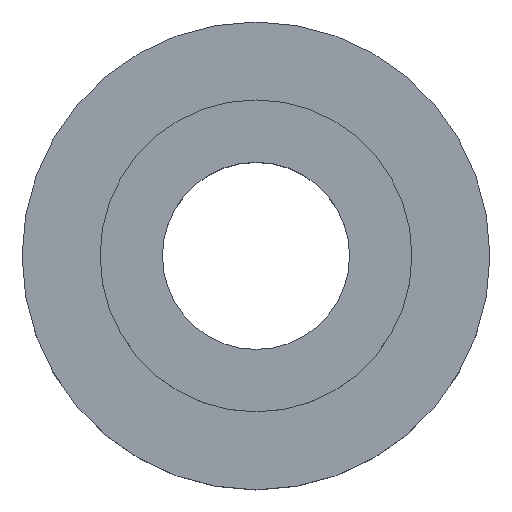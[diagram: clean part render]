
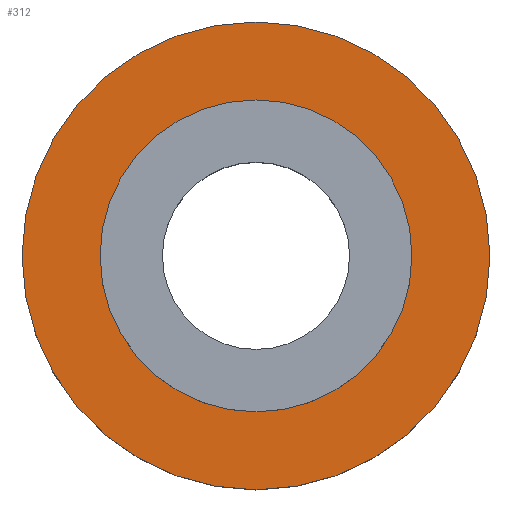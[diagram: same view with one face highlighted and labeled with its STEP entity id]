
A CAD part, top view. The second image highlights one B-rep face of the part: STEP entity #312.
In plain terms, the highlighted planar face has unit normal (0, 0, 1).
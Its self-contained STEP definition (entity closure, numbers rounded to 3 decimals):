
#3 = EDGE_CURVE ( 'NONE', #263, #45, #118, .T. ) ;
#24 = CARTESIAN_POINT ( 'NONE',  ( 0., 0., 1.5 ) ) ;
#33 = CARTESIAN_POINT ( 'NONE',  ( 0., 0., 1.5 ) ) ;
#34 = AXIS2_PLACEMENT_3D ( 'NONE', #111, #236, #212 ) ;
#43 = FACE_BOUND ( 'NONE', #280, .T. ) ;
#45 = VERTEX_POINT ( 'NONE', #162 ) ;
#53 = ORIENTED_EDGE ( 'NONE', *, *, #241, .T. ) ;
#54 = DIRECTION ( 'NONE',  ( 1., 0., 0. ) ) ;
#64 = CARTESIAN_POINT ( 'NONE',  ( -2.5, 0., 1.5 ) ) ;
#68 = DIRECTION ( 'NONE',  ( 0., 0., 1. ) ) ;
#71 = CARTESIAN_POINT ( 'NONE',  ( 0., 0., 1.5 ) ) ;
#72 = AXIS2_PLACEMENT_3D ( 'NONE', #71, #68, #96 ) ;
#74 = EDGE_LOOP ( 'NONE', ( #53, #173 ) ) ;
#77 = CARTESIAN_POINT ( 'NONE',  ( 0., 0., 1.5 ) ) ;
#80 = CARTESIAN_POINT ( 'NONE',  ( 3.75, 0., 1.5 ) ) ;
#96 = DIRECTION ( 'NONE',  ( 1., 0., 0. ) ) ;
#111 = CARTESIAN_POINT ( 'NONE',  ( 0., 0., 1.5 ) ) ;
#118 = CIRCLE ( 'NONE', #166, 3.75 ) ;
#124 = ORIENTED_EDGE ( 'NONE', *, *, #198, .F. ) ;
#133 = AXIS2_PLACEMENT_3D ( 'NONE', #33, #248, #324 ) ;
#137 = EDGE_CURVE ( 'NONE', #197, #277, #288, .T. ) ;
#141 = PLANE ( 'NONE',  #72 ) ;
#147 = DIRECTION ( 'NONE',  ( 1., 0., 0. ) ) ;
#162 = CARTESIAN_POINT ( 'NONE',  ( -3.75, 0., 1.5 ) ) ;
#166 = AXIS2_PLACEMENT_3D ( 'NONE', #24, #175, #147 ) ;
#173 = ORIENTED_EDGE ( 'NONE', *, *, #3, .T. ) ;
#175 = DIRECTION ( 'NONE',  ( 0., 0., 1. ) ) ;
#177 = CIRCLE ( 'NONE', #260, 2.5 ) ;
#186 = DIRECTION ( 'NONE',  ( 0., 0., 1. ) ) ;
#197 = VERTEX_POINT ( 'NONE', #262 ) ;
#198 = EDGE_CURVE ( 'NONE', #277, #197, #177, .T. ) ;
#212 = DIRECTION ( 'NONE',  ( 1., 0., 0. ) ) ;
#236 = DIRECTION ( 'NONE',  ( 0., 0., 1. ) ) ;
#241 = EDGE_CURVE ( 'NONE', #45, #263, #271, .T. ) ;
#248 = DIRECTION ( 'NONE',  ( 0., 0., 1. ) ) ;
#260 = AXIS2_PLACEMENT_3D ( 'NONE', #77, #186, #54 ) ;
#262 = CARTESIAN_POINT ( 'NONE',  ( 2.5, 0., 1.5 ) ) ;
#263 = VERTEX_POINT ( 'NONE', #80 ) ;
#271 = CIRCLE ( 'NONE', #34, 3.75 ) ;
#277 = VERTEX_POINT ( 'NONE', #64 ) ;
#280 = EDGE_LOOP ( 'NONE', ( #124, #289 ) ) ;
#288 = CIRCLE ( 'NONE', #133, 2.5 ) ;
#289 = ORIENTED_EDGE ( 'NONE', *, *, #137, .F. ) ;
#312 = ADVANCED_FACE ( 'NONE', ( #43, #327 ), #141, .T. ) ;
#324 = DIRECTION ( 'NONE',  ( 1., 0., 0. ) ) ;
#327 = FACE_OUTER_BOUND ( 'NONE', #74, .T. ) ;
